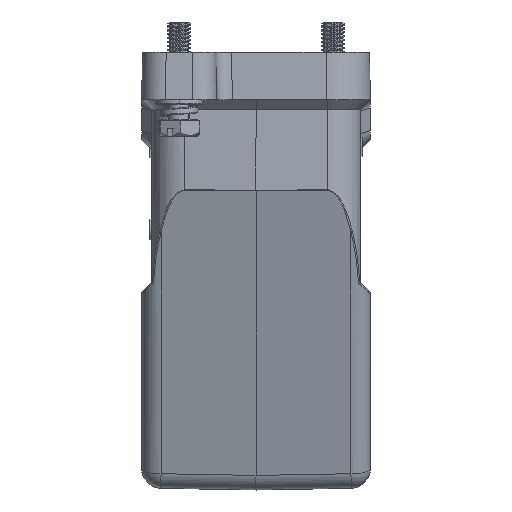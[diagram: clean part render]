
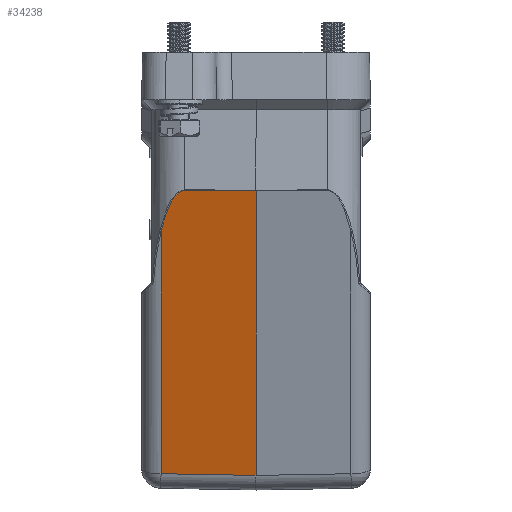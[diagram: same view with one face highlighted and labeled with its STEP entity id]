
A CAD part, left-side view. The second image highlights one B-rep face of the part: STEP entity #34238.
In plain terms, the highlighted planar face has unit normal (-0.966, 0.018, -0.259).
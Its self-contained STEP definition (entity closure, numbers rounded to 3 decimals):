
#4001=CARTESIAN_POINT('',(-74.668,18.05,
-23.022));
#4002=CARTESIAN_POINT('',(-74.666,18.271,
-23.013));
#4003=CARTESIAN_POINT('',(-74.634,18.748,
-23.103));
#4004=CARTESIAN_POINT('',(-74.53,19.489,
-23.439));
#4005=CARTESIAN_POINT('',(-74.275,20.427,
-24.328));
#4006=CARTESIAN_POINT('',(-74.107,20.867,
-24.926));
#4007=CARTESIAN_POINT('',(-73.84,21.482,
-25.879));
#4008=CARTESIAN_POINT('',(-73.475,22.133,
-27.199));
#4009=CARTESIAN_POINT('',(-73.111,22.664,
-28.52));
#4010=CARTESIAN_POINT('',(-72.752,23.117,
-29.832));
#4011=CARTESIAN_POINT('',(-72.299,23.607,
-31.486));
#4012=CARTESIAN_POINT('',(-71.943,23.927,
-32.794));
#4013=CARTESIAN_POINT('',(-71.751,24.087,
-33.501));
#4018=DIRECTION('',(0.017,1.,0.002));
#4019=VECTOR('',#4018,18.053);
#4020=CARTESIAN_POINT('',(-74.983,0.,
-23.064));
#4021=LINE('',#4020,#4019);
#4025=DIRECTION('',(-0.013,-1.,-0.017));
#4026=VECTOR('',#4025,24.093);
#4027=CARTESIAN_POINT('',(-55.306,24.087,
-94.874));
#4028=LINE('',#4027,#4026);
#4068=DIRECTION('',(-0.259,0.,0.966));
#4069=VECTOR('',#4068,63.538);
#4070=CARTESIAN_POINT('',(-55.306,24.087,
-94.874));
#4071=LINE('',#4070,#4069);
#6290=CARTESIAN_POINT('',(-55.629,0.,
-95.295));
#6327=DIRECTION('',(0.259,0.,-0.966));
#6328=VECTOR('',#6327,74.779);
#6329=CARTESIAN_POINT('',(-74.983,0.,
-23.064));
#6330=LINE('',#6329,#6328);
#27120=VERTEX_POINT('',#6290);
#27121=CARTESIAN_POINT('',(-55.306,24.087,
-94.874));
#27122=VERTEX_POINT('',#27121);
#27229=CARTESIAN_POINT('',(-74.983,0.,
-23.064));
#27231=VERTEX_POINT('',#27229);
#27232=CARTESIAN_POINT('',(-71.751,24.087,
-33.501));
#27233=VERTEX_POINT('',#27232);
#27234=CARTESIAN_POINT('',(-74.668,18.05,
-23.022));
#27235=VERTEX_POINT('',#27234);
#34222=CARTESIAN_POINT('',(-54.636,0.,-99.));
#34223=DIRECTION('',(0.966,-0.017,0.259));
#34224=DIRECTION('',(0.259,0.,-0.966));
#34225=AXIS2_PLACEMENT_3D('',#34222,#34223,#34224);
#34226=PLANE('',#34225);
#34228=ORIENTED_EDGE('',*,*,#34227,.T.);
#34230=ORIENTED_EDGE('',*,*,#34229,.F.);
#34231=ORIENTED_EDGE('',*,*,#34213,.F.);
#34233=ORIENTED_EDGE('',*,*,#34232,.T.);
#34235=ORIENTED_EDGE('',*,*,#34234,.F.);
#34236=EDGE_LOOP('',(#34228,#34230,#34231,#34233,#34235));
#34237=FACE_OUTER_BOUND('',#34236,.F.);
#34238=ADVANCED_FACE('',(#34237),#34226,.F.);
#4014=B_SPLINE_CURVE_WITH_KNOTS('',3,(#4001,#4002,#4003,#4004,#4005,#4006,#4007,
#4008,#4009,#4010,#4011,#4012,#4013),.UNSPECIFIED.,.F.,.F.,(4,1,1,1,1,1,1,1,1,1,
4),(0.,0.1,0.2,0.3,0.4,0.5,0.6,0.7,0.8,0.9,1.),
.UNSPECIFIED.);
#34213=EDGE_CURVE('',#27231,#27235,#4021,.T.);
#34227=EDGE_CURVE('',#27122,#27233,#4071,.T.);
#34229=EDGE_CURVE('',#27235,#27233,#4014,.T.);
#34232=EDGE_CURVE('',#27231,#27120,#6330,.T.);
#34234=EDGE_CURVE('',#27122,#27120,#4028,.T.);
